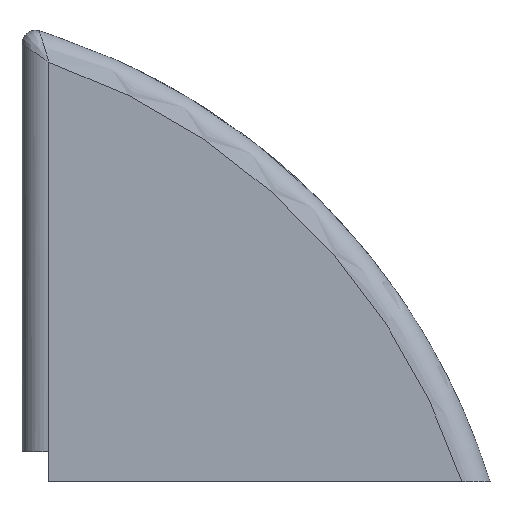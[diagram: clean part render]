
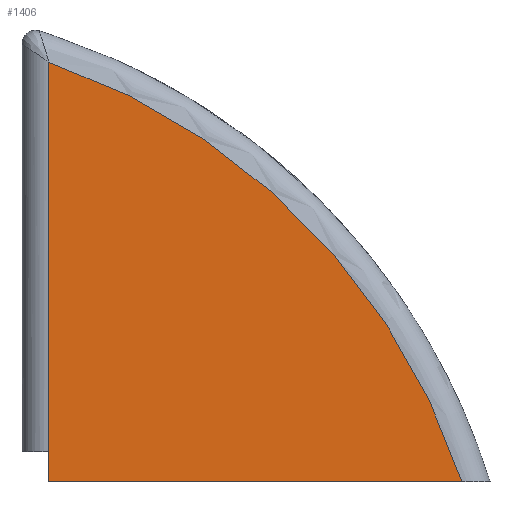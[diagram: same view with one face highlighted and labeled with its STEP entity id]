
A CAD part, front view. The second image highlights one B-rep face of the part: STEP entity #1406.
In plain terms, the highlighted planar face has unit normal (0, -1, 0).
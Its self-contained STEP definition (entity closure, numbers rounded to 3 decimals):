
#148=PLANE('',#1549);
#225=FACE_OUTER_BOUND('',#308,.T.);
#308=EDGE_LOOP('',(#1302,#1303,#1304,#1305));
#348=CIRCLE('',#1493,98.271);
#381=LINE('',#2529,#458);
#383=LINE('',#2729,#460);
#428=LINE('',#3038,#505);
#458=VECTOR('',#1661,10.);
#460=VECTOR('',#1741,10.);
#505=VECTOR('',#1900,10.);
#565=VERTEX_POINT('',#2196);
#594=VERTEX_POINT('',#2509);
#595=VERTEX_POINT('',#2528);
#632=VERTEX_POINT('',#2705);
#753=EDGE_CURVE('',#594,#595,#381,.T.);
#796=EDGE_CURVE('',#565,#632,#383,.T.);
#798=EDGE_CURVE('',#632,#594,#348,.T.);
#889=EDGE_CURVE('',#595,#565,#428,.T.);
#1302=ORIENTED_EDGE('',*,*,#796,.F.);
#1303=ORIENTED_EDGE('',*,*,#889,.F.);
#1304=ORIENTED_EDGE('',*,*,#753,.F.);
#1305=ORIENTED_EDGE('',*,*,#798,.F.);
#1406=ADVANCED_FACE('',(#225),#148,.T.);
#1493=AXIS2_PLACEMENT_3D('',#2736,#1744,#1745);
#1549=AXIS2_PLACEMENT_3D('',#3039,#1901,#1902);
#1661=DIRECTION('',(-1.,0.,0.));
#1741=DIRECTION('',(0.,0.,1.));
#1744=DIRECTION('center_axis',(0.,1.,0.));
#1745=DIRECTION('ref_axis',(0.707,0.,0.707));
#1900=DIRECTION('',(0.,0.,1.));
#1901=DIRECTION('center_axis',(0.,-1.,0.));
#1902=DIRECTION('ref_axis',(1.,0.,0.));
#2196=CARTESIAN_POINT('',(-26.433,-19.312,-8.5));
#2509=CARTESIAN_POINT('',(35.155,-19.312,-13.));
#2528=CARTESIAN_POINT('',(-26.433,-19.312,-13.));
#2529=CARTESIAN_POINT('',(87.701,-19.312,-13.));
#2705=CARTESIAN_POINT('',(-26.433,-19.312,49.56));
#2729=CARTESIAN_POINT('',(-26.433,-19.312,0.));
#2736=CARTESIAN_POINT('Origin',(-58.295,-19.312,-43.403));
#3038=CARTESIAN_POINT('',(-26.433,-19.312,-4.909));
#3039=CARTESIAN_POINT('Origin',(-30.433,-19.312,0.));
